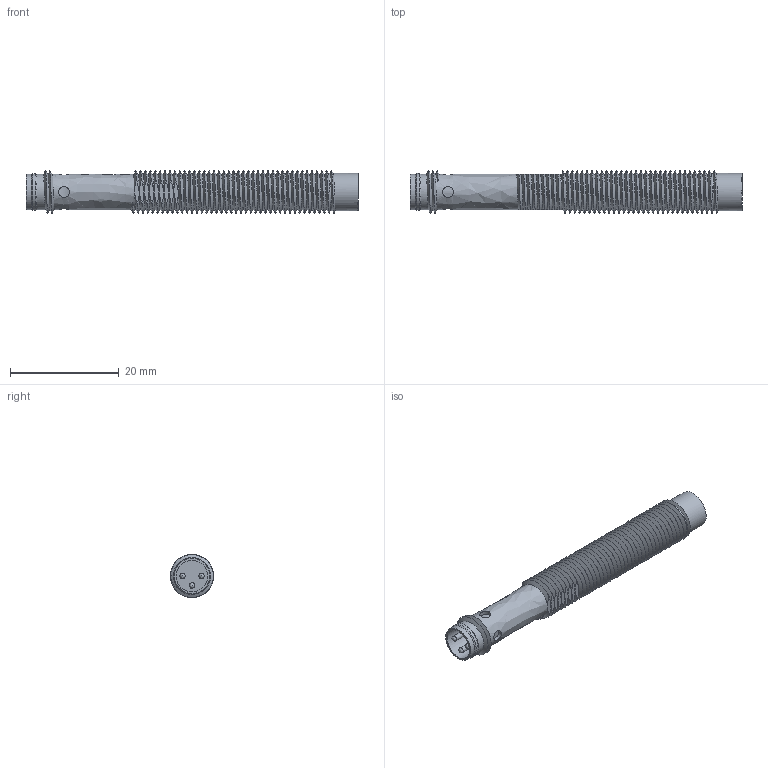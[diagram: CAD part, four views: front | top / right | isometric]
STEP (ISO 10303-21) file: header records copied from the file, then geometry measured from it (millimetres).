
FILE_DESCRIPTION( ('This file contains a STEP AP42 implementation' ,'as created by ZW3D STEP Interface translator.') ,'2;1' );
FILE_NAME( 'OCN2-0804X-XCL3.stp' ,'20 513. 95040', (''), ('ZWCAD Software Co.'), 'Version 1.0', 'ZW3D to STEP translator', '' );
FILE_SCHEMA(('AUTOMOTIVE_DESIGN'));
Length unit declared in the file: millimetre
Products named in the file (2): 0; OCN2-0804P-ACL3
Bounding box: 61 x 7.89 x 7.89 mm (x, y, z)
Volume: 2191.5 mm3; surface area: 2280.6 mm2
Topology: 1 solids, 1 shells, 137 faces, 323 edges, 192 vertices
Faces by surface type: bspline 137
Entity records: 22573 total; most frequent: CARTESIAN_POINT 20620, ORIENTED_EDGE 634, EDGE_CURVE 317, VERTEX_POINT 189, B_SPLINE_CURVE_WITH_KNOTS 169, EDGE_LOOP 144, FACE_OUTER_BOUND 137, ADVANCED_FACE 137
